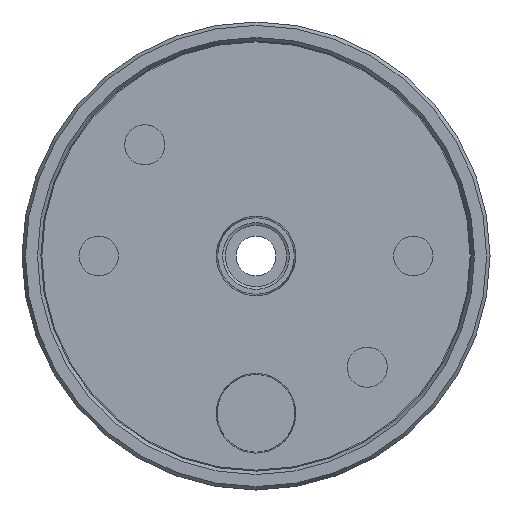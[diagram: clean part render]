
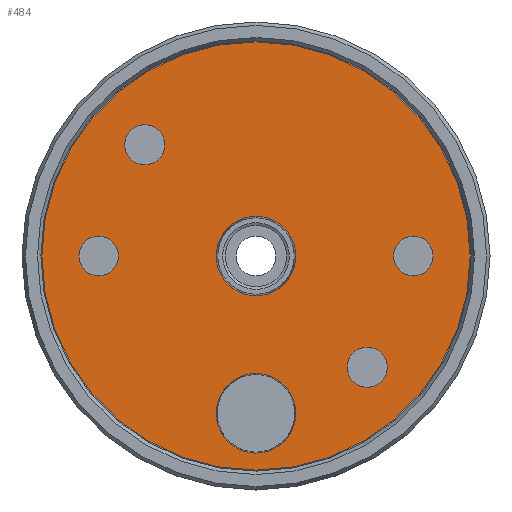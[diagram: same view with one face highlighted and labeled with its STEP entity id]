
A CAD part, front view. The second image highlights one B-rep face of the part: STEP entity #484.
In plain terms, the highlighted planar face has unit normal (0, -1, 0).
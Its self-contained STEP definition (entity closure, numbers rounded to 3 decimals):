
#23 = FACE_BOUND ( 'NONE', #556, .T. ) ;
#54 = EDGE_LOOP ( 'NONE', ( #1814 ) ) ;
#70 = DIRECTION ( 'NONE',  ( 0., -1., 0. ) ) ;
#148 = CARTESIAN_POINT ( 'NONE',  ( 14.368, 0., -11.789 ) ) ;
#159 = CARTESIAN_POINT ( 'NONE',  ( 20.32, 0., 2.553 ) ) ;
#178 = ORIENTED_EDGE ( 'NONE', *, *, #1147, .F. ) ;
#198 = EDGE_CURVE ( 'NONE', #512, #512, #231, .T. ) ;
#216 = EDGE_LOOP ( 'NONE', ( #407 ) ) ;
#231 = CIRCLE ( 'NONE', #1401, 27.661 ) ;
#324 = DIRECTION ( 'NONE',  ( 0., -1., 0. ) ) ;
#364 = CARTESIAN_POINT ( 'NONE',  ( 0., 0., 0. ) ) ;
#407 = ORIENTED_EDGE ( 'NONE', *, *, #1625, .F. ) ;
#430 = FACE_BOUND ( 'NONE', #216, .T. ) ;
#457 = FACE_BOUND ( 'NONE', #994, .T. ) ;
#458 = EDGE_CURVE ( 'NONE', #1099, #1099, #1290, .T. ) ;
#484 = ADVANCED_FACE ( 'NONE', ( #457, #23, #1837, #2019, #430, #1236, #1020 ), #1263, .F. ) ;
#512 = VERTEX_POINT ( 'NONE', #1913 ) ;
#556 = EDGE_LOOP ( 'NONE', ( #778 ) ) ;
#610 = CARTESIAN_POINT ( 'NONE',  ( 0., 0., 0. ) ) ;
#611 = DIRECTION ( 'NONE',  ( 0., -1., 0. ) ) ;
#612 = CARTESIAN_POINT ( 'NONE',  ( -14.368, 0., 16.948 ) ) ;
#650 = DIRECTION ( 'NONE',  ( 0., 0., -1. ) ) ;
#651 = CIRCLE ( 'NONE', #738, 2.553 ) ;
#668 = CARTESIAN_POINT ( 'NONE',  ( 0., 0., 0. ) ) ;
#738 = AXIS2_PLACEMENT_3D ( 'NONE', #760, #324, #1990 ) ;
#746 = EDGE_CURVE ( 'NONE', #1784, #1784, #910, .T. ) ;
#760 = CARTESIAN_POINT ( 'NONE',  ( 20.32, 0., 0. ) ) ;
#777 = VERTEX_POINT ( 'NONE', #159 ) ;
#778 = ORIENTED_EDGE ( 'NONE', *, *, #2150, .F. ) ;
#842 = ORIENTED_EDGE ( 'NONE', *, *, #458, .F. ) ;
#910 = CIRCLE ( 'NONE', #2281, 2.58 ) ;
#911 = CARTESIAN_POINT ( 'NONE',  ( 0., 0., -20.32 ) ) ;
#937 = CARTESIAN_POINT ( 'NONE',  ( -20.32, 0., 2.553 ) ) ;
#955 = CIRCLE ( 'NONE', #2399, 5.144 ) ;
#994 = EDGE_LOOP ( 'NONE', ( #2186 ) ) ;
#1018 = VERTEX_POINT ( 'NONE', #1213 ) ;
#1020 = FACE_OUTER_BOUND ( 'NONE', #1800, .T. ) ;
#1031 = DIRECTION ( 'NONE',  ( 0., 0., 1. ) ) ;
#1048 = CIRCLE ( 'NONE', #2012, 5.144 ) ;
#1065 = ORIENTED_EDGE ( 'NONE', *, *, #198, .T. ) ;
#1099 = VERTEX_POINT ( 'NONE', #937 ) ;
#1147 = EDGE_CURVE ( 'NONE', #1612, #1612, #1048, .T. ) ;
#1201 = EDGE_LOOP ( 'NONE', ( #842 ) ) ;
#1213 = CARTESIAN_POINT ( 'NONE',  ( 0., 0., 5.144 ) ) ;
#1220 = DIRECTION ( 'NONE',  ( 0., 0., 1. ) ) ;
#1236 = FACE_BOUND ( 'NONE', #1478, .T. ) ;
#1263 = PLANE ( 'NONE',  #1674 ) ;
#1275 = EDGE_CURVE ( 'NONE', #777, #777, #651, .T. ) ;
#1287 = CARTESIAN_POINT ( 'NONE',  ( -20.32, 0., 0. ) ) ;
#1290 = CIRCLE ( 'NONE', #2471, 2.553 ) ;
#1332 = CIRCLE ( 'NONE', #1707, 2.58 ) ;
#1401 = AXIS2_PLACEMENT_3D ( 'NONE', #610, #2425, #1220 ) ;
#1444 = DIRECTION ( 'NONE',  ( 0., -1., 0. ) ) ;
#1478 = EDGE_LOOP ( 'NONE', ( #178 ) ) ;
#1612 = VERTEX_POINT ( 'NONE', #2350 ) ;
#1625 = EDGE_CURVE ( 'NONE', #1018, #1018, #955, .T. ) ;
#1629 = DIRECTION ( 'NONE',  ( 0., -1., 0. ) ) ;
#1646 = DIRECTION ( 'NONE',  ( 0., 1., 0. ) ) ;
#1674 = AXIS2_PLACEMENT_3D ( 'NONE', #668, #1646, #650 ) ;
#1707 = AXIS2_PLACEMENT_3D ( 'NONE', #1824, #611, #1031 ) ;
#1784 = VERTEX_POINT ( 'NONE', #148 ) ;
#1800 = EDGE_LOOP ( 'NONE', ( #1065 ) ) ;
#1814 = ORIENTED_EDGE ( 'NONE', *, *, #1275, .F. ) ;
#1824 = CARTESIAN_POINT ( 'NONE',  ( -14.368, 0., 14.368 ) ) ;
#1837 = FACE_BOUND ( 'NONE', #1201, .T. ) ;
#1913 = CARTESIAN_POINT ( 'NONE',  ( 0., 0., 27.661 ) ) ;
#1939 = CARTESIAN_POINT ( 'NONE',  ( 14.368, 0., -14.368 ) ) ;
#1986 = VERTEX_POINT ( 'NONE', #612 ) ;
#1990 = DIRECTION ( 'NONE',  ( 0., 0., 1. ) ) ;
#1992 = DIRECTION ( 'NONE',  ( 0., 0., 1. ) ) ;
#2012 = AXIS2_PLACEMENT_3D ( 'NONE', #911, #1444, #2580 ) ;
#2019 = FACE_BOUND ( 'NONE', #54, .T. ) ;
#2090 = DIRECTION ( 'NONE',  ( 0., 0., 1. ) ) ;
#2150 = EDGE_CURVE ( 'NONE', #1986, #1986, #1332, .T. ) ;
#2186 = ORIENTED_EDGE ( 'NONE', *, *, #746, .F. ) ;
#2281 = AXIS2_PLACEMENT_3D ( 'NONE', #1939, #2302, #2313 ) ;
#2302 = DIRECTION ( 'NONE',  ( 0., -1., 0. ) ) ;
#2313 = DIRECTION ( 'NONE',  ( 0., 0., 1. ) ) ;
#2350 = CARTESIAN_POINT ( 'NONE',  ( 0., 0., -15.176 ) ) ;
#2399 = AXIS2_PLACEMENT_3D ( 'NONE', #364, #1629, #1992 ) ;
#2425 = DIRECTION ( 'NONE',  ( 0., -1., 0. ) ) ;
#2471 = AXIS2_PLACEMENT_3D ( 'NONE', #1287, #70, #2090 ) ;
#2580 = DIRECTION ( 'NONE',  ( 0., 0., 1. ) ) ;
